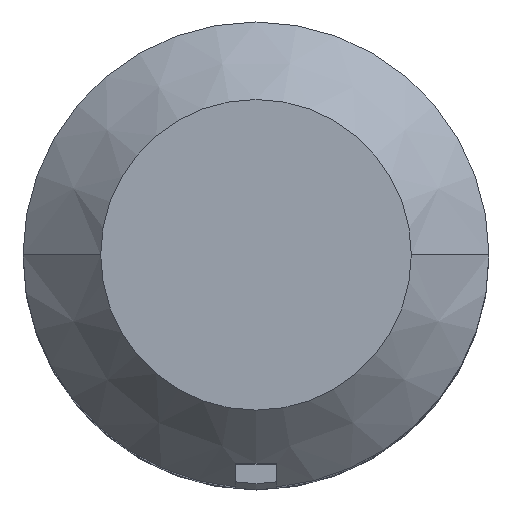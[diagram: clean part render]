
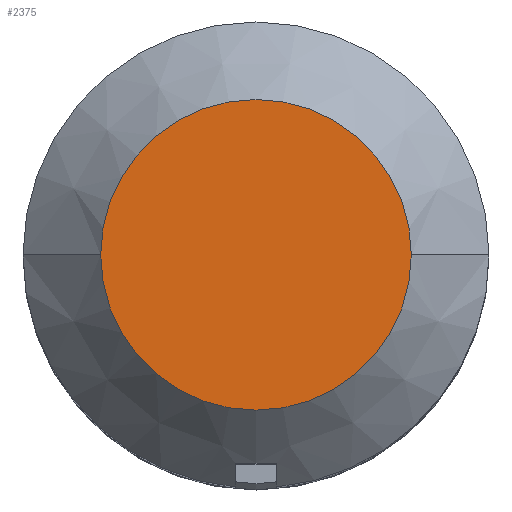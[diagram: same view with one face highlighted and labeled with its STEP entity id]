
A CAD part, top view. The second image highlights one B-rep face of the part: STEP entity #2375.
In plain terms, the highlighted planar face has unit normal (0, 0, 1).
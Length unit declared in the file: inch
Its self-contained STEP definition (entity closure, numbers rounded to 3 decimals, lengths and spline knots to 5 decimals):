
#77 = VERTEX_POINT ( 'NONE', #1615 ) ;
#83 = CARTESIAN_POINT ( 'NONE',  ( 0.91052, 1.19924, 2.54086 ) ) ;
#262 = DIRECTION ( 'NONE',  ( 1., 0., 0. ) ) ;
#322 = DIRECTION ( 'NONE',  ( 1., 0., 0. ) ) ;
#353 = ORIENTED_EDGE ( 'NONE', *, *, #844, .T. ) ;
#359 = DIRECTION ( 'NONE',  ( 0., 0., 1. ) ) ;
#444 = PLANE ( 'NONE',  #1327 ) ;
#471 = ORIENTED_EDGE ( 'NONE', *, *, #1984, .T. ) ;
#553 = CARTESIAN_POINT ( 'NONE',  ( 0.28552, 1.19924, 2.54086 ) ) ;
#620 = CARTESIAN_POINT ( 'NONE',  ( 0.53552, 1.19924, 2.54086 ) ) ;
#631 = CIRCLE ( 'NONE', #1941, 0.25 ) ;
#653 = DIRECTION ( 'NONE',  ( 0., 0., 1. ) ) ;
#844 = EDGE_CURVE ( 'NONE', #77, #1222, #1211, .T. ) ;
#931 = CARTESIAN_POINT ( 'NONE',  ( 0.53552, 1.19924, 2.54086 ) ) ;
#1122 = AXIS2_PLACEMENT_3D ( 'NONE', #931, #359, #322 ) ;
#1211 = CIRCLE ( 'NONE', #1122, 0.25 ) ;
#1222 = VERTEX_POINT ( 'NONE', #553 ) ;
#1327 = AXIS2_PLACEMENT_3D ( 'NONE', #83, #1820, #262 ) ;
#1424 = DIRECTION ( 'NONE',  ( 1., 0., 0. ) ) ;
#1478 = EDGE_LOOP ( 'NONE', ( #471, #353 ) ) ;
#1615 = CARTESIAN_POINT ( 'NONE',  ( 0.78552, 1.19924, 2.54086 ) ) ;
#1820 = DIRECTION ( 'NONE',  ( 0., 0., 1. ) ) ;
#1941 = AXIS2_PLACEMENT_3D ( 'NONE', #620, #653, #1424 ) ;
#1984 = EDGE_CURVE ( 'NONE', #1222, #77, #631, .T. ) ;
#2218 = FACE_OUTER_BOUND ( 'NONE', #1478, .T. ) ;
#2375 = ADVANCED_FACE ( 'NONE', ( #2218 ), #444, .T. ) ;
